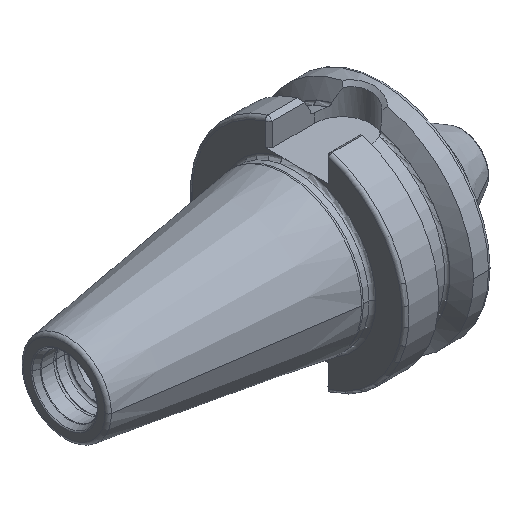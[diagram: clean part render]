
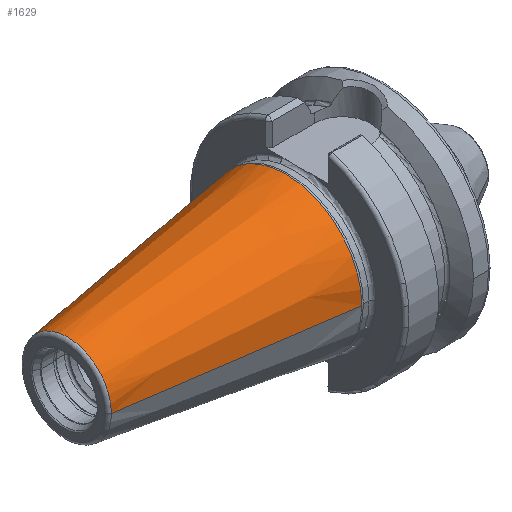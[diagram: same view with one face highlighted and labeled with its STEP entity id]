
A CAD part, isometric view. The second image highlights one B-rep face of the part: STEP entity #1629.
In plain terms, the highlighted conical face has half-angle 8.298 degrees and reference radius 17.426 mm.
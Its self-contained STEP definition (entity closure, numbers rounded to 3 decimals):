
#37=CARTESIAN_POINT('',(-64.544,0.,0.));
#38=DIRECTION('',(1.,0.,0.));
#39=DIRECTION('',(0.,1.,0.));
#40=AXIS2_PLACEMENT_3D('',#37,#38,#39);
#42=CARTESIAN_POINT('',(-1.267,0.,0.));
#43=DIRECTION('',(1.,0.,0.));
#44=DIRECTION('',(0.,1.,0.));
#45=AXIS2_PLACEMENT_3D('',#42,#43,#44);
#47=DIRECTION('',(-0.99,-0.144,0.));
#48=VECTOR('',#47,63.947);
#49=CARTESIAN_POINT('',(-1.267,22.04,0.));
#50=LINE('',#49,#48);
#51=DIRECTION('',(-0.99,0.144,0.));
#52=VECTOR('',#51,63.947);
#53=CARTESIAN_POINT('',(-1.267,-22.04,0.));
#54=LINE('',#53,#52);
#1306=CARTESIAN_POINT('',(-64.544,12.812,0.));
#1308=VERTEX_POINT('',#1306);
#1310=CARTESIAN_POINT('',(-64.544,-12.812,0.));
#1312=VERTEX_POINT('',#1310);
#1525=CARTESIAN_POINT('',(-1.267,22.04,0.));
#1526=VERTEX_POINT('',#1525);
#1527=CARTESIAN_POINT('',(-1.267,-22.04,0.));
#1528=VERTEX_POINT('',#1527);
#1615=CARTESIAN_POINT('',(-32.906,0.,0.));
#1616=DIRECTION('',(1.,0.,0.));
#1617=DIRECTION('',(0.,-1.,0.));
#1618=AXIS2_PLACEMENT_3D('',#1615,#1616,#1617);
#1619=CONICAL_SURFACE('',#1618,17.426,8.298);
#1621=ORIENTED_EDGE('',*,*,#1620,.F.);
#1623=ORIENTED_EDGE('',*,*,#1622,.T.);
#1625=ORIENTED_EDGE('',*,*,#1624,.T.);
#1626=ORIENTED_EDGE('',*,*,#1608,.F.);
#1627=EDGE_LOOP('',(#1621,#1623,#1625,#1626));
#1628=FACE_OUTER_BOUND('',#1627,.F.);
#1629=ADVANCED_FACE('',(#1628),#1619,.T.);
#41=CIRCLE('',#40,12.812);
#46=CIRCLE('',#45,22.04);
#1608=EDGE_CURVE('',#1308,#1312,#41,.T.);
#1620=EDGE_CURVE('',#1526,#1308,#50,.T.);
#1622=EDGE_CURVE('',#1526,#1528,#46,.T.);
#1624=EDGE_CURVE('',#1528,#1312,#54,.T.);
